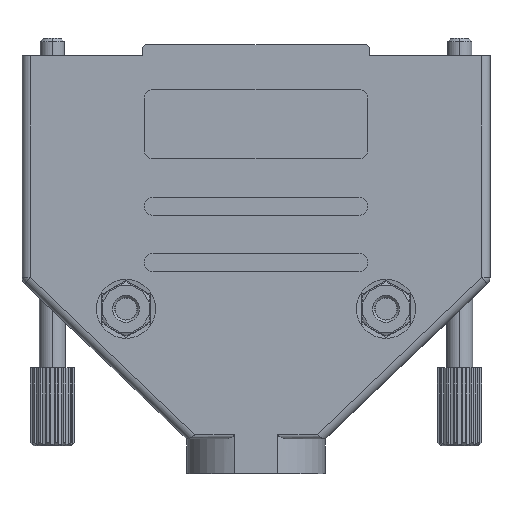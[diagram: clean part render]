
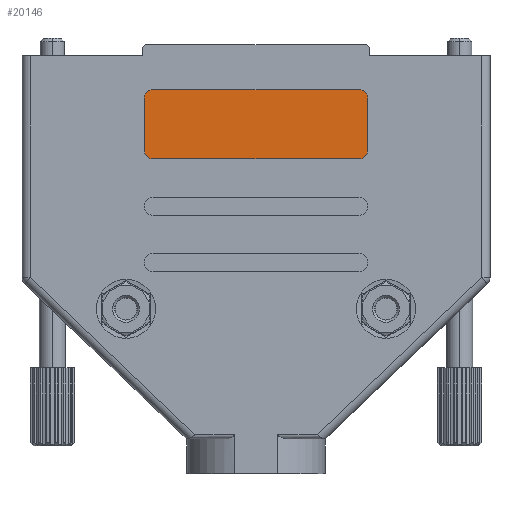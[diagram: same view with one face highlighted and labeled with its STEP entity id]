
A CAD part, front view. The second image highlights one B-rep face of the part: STEP entity #20146.
In plain terms, the highlighted planar face has unit normal (0, -1, 0).
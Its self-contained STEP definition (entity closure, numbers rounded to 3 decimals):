
#269 = CARTESIAN_POINT ( 'NONE',  ( 12.9, -7.3, -6.2 ) ) ;
#708 = DIRECTION ( 'NONE',  ( 0., 0., 1. ) ) ;
#883 = CIRCLE ( 'NONE', #14133, 1. ) ;
#966 = CARTESIAN_POINT ( 'NONE',  ( 11.9, -7.3, -5.2 ) ) ;
#991 = ORIENTED_EDGE ( 'NONE', *, *, #6402, .T. ) ;
#1626 = FACE_OUTER_BOUND ( 'NONE', #3525, .T. ) ;
#1643 = CARTESIAN_POINT ( 'NONE',  ( 11.9, -7.3, -13.2 ) ) ;
#1734 = DIRECTION ( 'NONE',  ( 0., 0., 1. ) ) ;
#1915 = ORIENTED_EDGE ( 'NONE', *, *, #13064, .T. ) ;
#1965 = DIRECTION ( 'NONE',  ( 0., 0., 1. ) ) ;
#2305 = DIRECTION ( 'NONE',  ( 0., -1., 0. ) ) ;
#2399 = CARTESIAN_POINT ( 'NONE',  ( -11.9, -7.3, -12.2 ) ) ;
#3525 = EDGE_LOOP ( 'NONE', ( #16814, #20733, #15147, #12661, #1915, #991, #5024, #21463 ) ) ;
#3533 = VERTEX_POINT ( 'NONE', #7824 ) ;
#3822 = AXIS2_PLACEMENT_3D ( 'NONE', #16124, #12642, #10984 ) ;
#4888 = VECTOR ( 'NONE', #14748, 1000. ) ;
#4986 = DIRECTION ( 'NONE',  ( 0., 0., 1. ) ) ;
#5024 = ORIENTED_EDGE ( 'NONE', *, *, #21819, .T. ) ;
#5138 = EDGE_CURVE ( 'NONE', #9034, #9825, #21131, .T. ) ;
#5316 = VERTEX_POINT ( 'NONE', #269 ) ;
#5857 = CARTESIAN_POINT ( 'NONE',  ( -11.9, -7.3, -13.2 ) ) ;
#6402 = EDGE_CURVE ( 'NONE', #6752, #14519, #11810, .T. ) ;
#6554 = PLANE ( 'NONE',  #17357 ) ;
#6752 = VERTEX_POINT ( 'NONE', #5857 ) ;
#6834 = CARTESIAN_POINT ( 'NONE',  ( 11.9, -7.3, -6.2 ) ) ;
#7612 = EDGE_CURVE ( 'NONE', #5316, #3533, #20202, .T. ) ;
#7824 = CARTESIAN_POINT ( 'NONE',  ( 11.9, -7.3, -5.2 ) ) ;
#8880 = CARTESIAN_POINT ( 'NONE',  ( -12.9, -7.3, -12.2 ) ) ;
#9034 = VERTEX_POINT ( 'NONE', #18681 ) ;
#9825 = VERTEX_POINT ( 'NONE', #8880 ) ;
#10265 = CIRCLE ( 'NONE', #3822, 1. ) ;
#10932 = DIRECTION ( 'NONE',  ( 0., 0., -1. ) ) ;
#10984 = DIRECTION ( 'NONE',  ( 0., 0., 1. ) ) ;
#11297 = VECTOR ( 'NONE', #18646, 1000. ) ;
#11808 = LINE ( 'NONE', #21902, #15965 ) ;
#11810 = LINE ( 'NONE', #16645, #11297 ) ;
#11952 = AXIS2_PLACEMENT_3D ( 'NONE', #6834, #13654, #11968 ) ;
#11968 = DIRECTION ( 'NONE',  ( 0., 0., 1. ) ) ;
#12477 = CARTESIAN_POINT ( 'NONE',  ( 12.9, -7.3, -12.2 ) ) ;
#12483 = CARTESIAN_POINT ( 'NONE',  ( -11.9, -7.3, -6.2 ) ) ;
#12642 = DIRECTION ( 'NONE',  ( 0., -1., 0. ) ) ;
#12661 = ORIENTED_EDGE ( 'NONE', *, *, #5138, .T. ) ;
#13043 = LINE ( 'NONE', #966, #4888 ) ;
#13064 = EDGE_CURVE ( 'NONE', #9825, #6752, #20073, .T. ) ;
#13609 = AXIS2_PLACEMENT_3D ( 'NONE', #2399, #21438, #708 ) ;
#13654 = DIRECTION ( 'NONE',  ( 0., -1., 0. ) ) ;
#13813 = VECTOR ( 'NONE', #10932, 1000. ) ;
#14133 = AXIS2_PLACEMENT_3D ( 'NONE', #12483, #2305, #1965 ) ;
#14517 = CARTESIAN_POINT ( 'NONE',  ( -12.9, -7.3, -6.2 ) ) ;
#14519 = VERTEX_POINT ( 'NONE', #1643 ) ;
#14748 = DIRECTION ( 'NONE',  ( -1., 0., 0. ) ) ;
#15147 = ORIENTED_EDGE ( 'NONE', *, *, #19940, .T. ) ;
#15867 = VERTEX_POINT ( 'NONE', #12477 ) ;
#15965 = VECTOR ( 'NONE', #4986, 1000. ) ;
#16124 = CARTESIAN_POINT ( 'NONE',  ( 11.9, -7.3, -12.2 ) ) ;
#16645 = CARTESIAN_POINT ( 'NONE',  ( 11.9, -7.3, -13.2 ) ) ;
#16814 = ORIENTED_EDGE ( 'NONE', *, *, #7612, .T. ) ;
#17083 = DIRECTION ( 'NONE',  ( 0., 1., 0. ) ) ;
#17357 = AXIS2_PLACEMENT_3D ( 'NONE', #20540, #17083, #1734 ) ;
#18646 = DIRECTION ( 'NONE',  ( 1., 0., 0. ) ) ;
#18681 = CARTESIAN_POINT ( 'NONE',  ( -12.9, -7.3, -6.2 ) ) ;
#18874 = VERTEX_POINT ( 'NONE', #21858 ) ;
#19940 = EDGE_CURVE ( 'NONE', #18874, #9034, #883, .T. ) ;
#20073 = CIRCLE ( 'NONE', #13609, 1. ) ;
#20146 = ADVANCED_FACE ( 'NONE', ( #1626 ), #6554, .F. ) ;
#20202 = CIRCLE ( 'NONE', #11952, 1. ) ;
#20540 = CARTESIAN_POINT ( 'NONE',  ( 11.9, -7.3, -6.2 ) ) ;
#20733 = ORIENTED_EDGE ( 'NONE', *, *, #21221, .T. ) ;
#21131 = LINE ( 'NONE', #14517, #13813 ) ;
#21221 = EDGE_CURVE ( 'NONE', #3533, #18874, #13043, .T. ) ;
#21351 = EDGE_CURVE ( 'NONE', #15867, #5316, #11808, .T. ) ;
#21438 = DIRECTION ( 'NONE',  ( 0., -1., 0. ) ) ;
#21463 = ORIENTED_EDGE ( 'NONE', *, *, #21351, .T. ) ;
#21819 = EDGE_CURVE ( 'NONE', #14519, #15867, #10265, .T. ) ;
#21858 = CARTESIAN_POINT ( 'NONE',  ( -11.9, -7.3, -5.2 ) ) ;
#21902 = CARTESIAN_POINT ( 'NONE',  ( 12.9, -7.3, -6.2 ) ) ;
